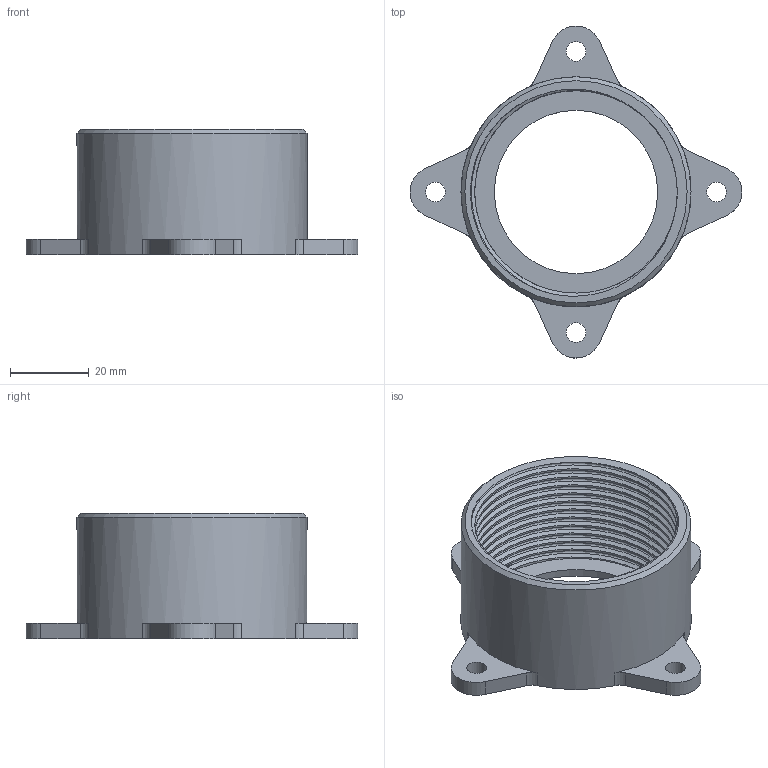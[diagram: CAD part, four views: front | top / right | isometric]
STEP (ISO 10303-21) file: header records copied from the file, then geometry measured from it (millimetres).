
FILE_DESCRIPTION(('FreeCAD Model'),'2;1');
FILE_NAME('Open CASCADE Shape Model','2025-01-28T00:18:13',(''),(''), 'Open CASCADE STEP processor 7.8','FreeCAD','Unknown');
FILE_SCHEMA(('AUTOMOTIVE_DESIGN { 1 0 10303 214 1 1 1 1 }'));
Length unit declared in the file: millimetre
Products named in the file (1): lens-holder
Bounding box: 84.55 x 84.55 x 32 mm (x, y, z)
Volume: 20987.9 mm3; surface area: 17564.7 mm2
Topology: 1 solids, 1 shells, 109 faces, 258 edges, 150 vertices
Faces by surface type: plane 41, bspline 36, cylinder 31, cone 1
Full cylindrical faces by diameter (mm): 5 x4, 41.6 x1, 51.6 x12, 58.6 x1
Entity records: 10338 total; most frequent: CARTESIAN_POINT 5489, DIRECTION 797, ORIENTED_EDGE 512, PCURVE 512, DEFINITIONAL_REPRESENTATION 512, LINE 471, VECTOR 471, EDGE_CURVE 256
